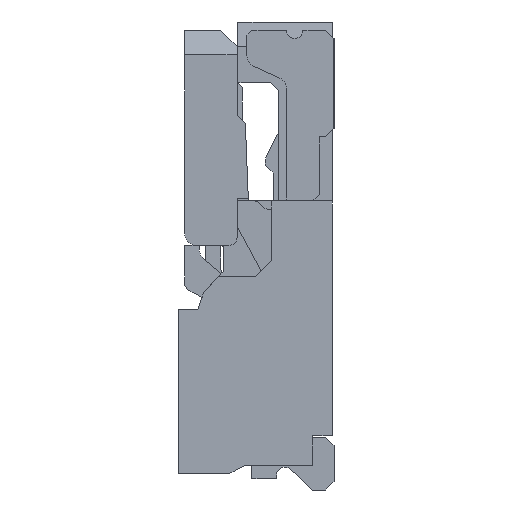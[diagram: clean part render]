
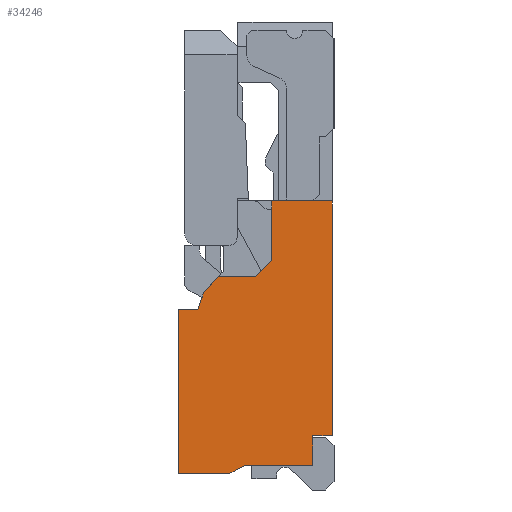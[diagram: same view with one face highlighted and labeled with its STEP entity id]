
A CAD part, left-side view. The second image highlights one B-rep face of the part: STEP entity #34246.
In plain terms, the highlighted planar face has unit normal (-1, 0, 0).
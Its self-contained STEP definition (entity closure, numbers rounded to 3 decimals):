
#61 = EDGE_CURVE('',#62,#64,#66,.T.);
#62 = VERTEX_POINT('',#63);
#63 = CARTESIAN_POINT('',(-2.775,0.47,-0.46));
#64 = VERTEX_POINT('',#65);
#65 = CARTESIAN_POINT('',(-2.775,0.37,-0.36));
#66 = LINE('',#67,#68);
#67 = CARTESIAN_POINT('',(-2.775,0.47,-0.46));
#68 = VECTOR('',#69,1.);
#69 = DIRECTION('',(0.,-0.707,0.707));
#132 = EDGE_CURVE('',#133,#64,#135,.T.);
#133 = VERTEX_POINT('',#134);
#134 = CARTESIAN_POINT('',(-2.775,0.37,0.));
#135 = LINE('',#136,#137);
#136 = CARTESIAN_POINT('',(-2.775,0.37,0.));
#137 = VECTOR('',#138,1.);
#138 = DIRECTION('',(0.,0.,-1.));
#23951 = EDGE_CURVE('',#23952,#23954,#23956,.T.);
#23952 = VERTEX_POINT('',#23953);
#23953 = CARTESIAN_POINT('',(-2.775,0.94,-1.66));
#23954 = VERTEX_POINT('',#23955);
#23955 = CARTESIAN_POINT('',(-2.775,0.94,-0.66));
#23956 = LINE('',#23957,#23958);
#23957 = CARTESIAN_POINT('',(-2.775,0.94,-1.66));
#23958 = VECTOR('',#23959,1.);
#23959 = DIRECTION('',(0.,0.,1.));
#26570 = VERTEX_POINT('',#26571);
#26571 = CARTESIAN_POINT('',(-2.775,0.53,-1.61));
#26577 = EDGE_CURVE('',#26570,#26578,#26580,.T.);
#26578 = VERTEX_POINT('',#26579);
#26579 = CARTESIAN_POINT('',(-2.775,0.63,-1.66));
#26580 = LINE('',#26581,#26582);
#26581 = CARTESIAN_POINT('',(-2.775,0.53,-1.61));
#26582 = VECTOR('',#26583,1.);
#26583 = DIRECTION('',(0.,0.894,-0.447));
#26799 = EDGE_CURVE('',#26578,#23952,#26800,.T.);
#26800 = LINE('',#26801,#26802);
#26801 = CARTESIAN_POINT('',(-2.775,0.63,-1.66));
#26802 = VECTOR('',#26803,1.);
#26803 = DIRECTION('',(0.,1.,0.));
#27018 = EDGE_CURVE('',#23954,#27019,#27021,.T.);
#27019 = VERTEX_POINT('',#27020);
#27020 = CARTESIAN_POINT('',(-2.775,0.82,-0.66));
#27021 = LINE('',#27022,#27023);
#27022 = CARTESIAN_POINT('',(-2.775,0.94,-0.66));
#27023 = VECTOR('',#27024,1.);
#27024 = DIRECTION('',(0.,-1.,0.));
#29691 = VERTEX_POINT('',#29692);
#29692 = CARTESIAN_POINT('',(-2.775,0.,0.));
#29698 = EDGE_CURVE('',#29691,#29699,#29701,.T.);
#29699 = VERTEX_POINT('',#29700);
#29700 = CARTESIAN_POINT('',(-2.775,0.,-1.43));
#29701 = LINE('',#29702,#29703);
#29702 = CARTESIAN_POINT('',(-2.775,0.,0.));
#29703 = VECTOR('',#29704,1.);
#29704 = DIRECTION('',(0.,0.,-1.));
#30085 = VERTEX_POINT('',#30086);
#30086 = CARTESIAN_POINT('',(-2.775,0.12,-1.61));
#30092 = EDGE_CURVE('',#30085,#26570,#30093,.T.);
#30093 = LINE('',#30094,#30095);
#30094 = CARTESIAN_POINT('',(-2.775,0.12,-1.61));
#30095 = VECTOR('',#30096,1.);
#30096 = DIRECTION('',(0.,1.,0.));
#33471 = EDGE_CURVE('',#29699,#33472,#33474,.T.);
#33472 = VERTEX_POINT('',#33473);
#33473 = CARTESIAN_POINT('',(-2.775,0.12,-1.43));
#33474 = LINE('',#33475,#33476);
#33475 = CARTESIAN_POINT('',(-2.775,0.,-1.43));
#33476 = VECTOR('',#33477,1.);
#33477 = DIRECTION('',(0.,1.,0.));
#33847 = EDGE_CURVE('',#33472,#30085,#33848,.T.);
#33848 = LINE('',#33849,#33850);
#33849 = CARTESIAN_POINT('',(-2.775,0.12,-1.43));
#33850 = VECTOR('',#33851,1.);
#33851 = DIRECTION('',(0.,0.,-1.));
#33952 = EDGE_CURVE('',#29691,#133,#33953,.T.);
#33953 = LINE('',#33954,#33955);
#33954 = CARTESIAN_POINT('',(-2.775,0.,0.));
#33955 = VECTOR('',#33956,1.);
#33956 = DIRECTION('',(0.,1.,0.));
#34167 = EDGE_CURVE('',#27019,#34168,#34170,.T.);
#34168 = VERTEX_POINT('',#34169);
#34169 = CARTESIAN_POINT('',(-2.775,0.785,-0.56));
#34170 = LINE('',#34171,#34172);
#34171 = CARTESIAN_POINT('',(-2.775,0.82,-0.66));
#34172 = VECTOR('',#34173,1.);
#34173 = DIRECTION('',(0.,-0.33,0.944));
#34204 = VERTEX_POINT('',#34205);
#34205 = CARTESIAN_POINT('',(-2.775,0.693,-0.46));
#34215 = EDGE_CURVE('',#34168,#34204,#34216,.T.);
#34216 = LINE('',#34217,#34218);
#34217 = CARTESIAN_POINT('',(-2.775,0.785,-0.56));
#34218 = VECTOR('',#34219,1.);
#34219 = DIRECTION('',(0.,-0.678,0.735));
#34230 = EDGE_CURVE('',#34204,#62,#34231,.T.);
#34231 = LINE('',#34232,#34233);
#34232 = CARTESIAN_POINT('',(-2.775,0.693,-0.46));
#34233 = VECTOR('',#34234,1.);
#34234 = DIRECTION('',(0.,-1.,0.));
#34246 = ADVANCED_FACE('',(#34247),#34263,.F.);
#34247 = FACE_BOUND('',#34248,.T.);
#34248 = EDGE_LOOP('',(#34249,#34250,#34251,#34252,#34253,#34254,#34255,
    #34256,#34257,#34258,#34259,#34260,#34261,#34262));
#34249 = ORIENTED_EDGE('',*,*,#34230,.F.);
#34250 = ORIENTED_EDGE('',*,*,#34215,.F.);
#34251 = ORIENTED_EDGE('',*,*,#34167,.F.);
#34252 = ORIENTED_EDGE('',*,*,#27018,.F.);
#34253 = ORIENTED_EDGE('',*,*,#23951,.F.);
#34254 = ORIENTED_EDGE('',*,*,#26799,.F.);
#34255 = ORIENTED_EDGE('',*,*,#26577,.F.);
#34256 = ORIENTED_EDGE('',*,*,#30092,.F.);
#34257 = ORIENTED_EDGE('',*,*,#33847,.F.);
#34258 = ORIENTED_EDGE('',*,*,#33471,.F.);
#34259 = ORIENTED_EDGE('',*,*,#29698,.F.);
#34260 = ORIENTED_EDGE('',*,*,#33952,.T.);
#34261 = ORIENTED_EDGE('',*,*,#132,.T.);
#34262 = ORIENTED_EDGE('',*,*,#61,.F.);
#34263 = PLANE('',#34264);
#34264 = AXIS2_PLACEMENT_3D('',#34265,#34266,#34267);
#34265 = CARTESIAN_POINT('',(-2.775,0.,0.));
#34266 = DIRECTION('',(1.,0.,0.));
#34267 = DIRECTION('',(0.,0.,-1.));
